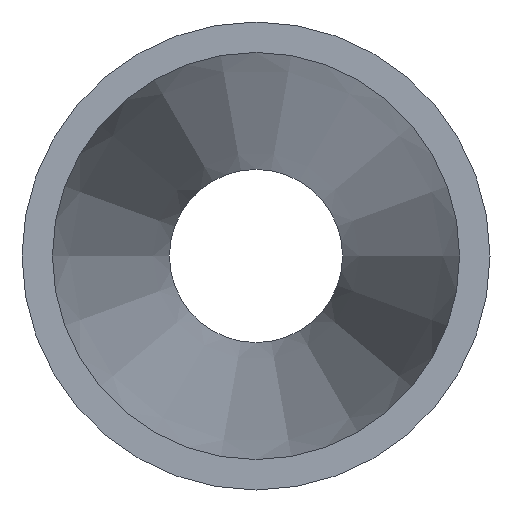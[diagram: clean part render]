
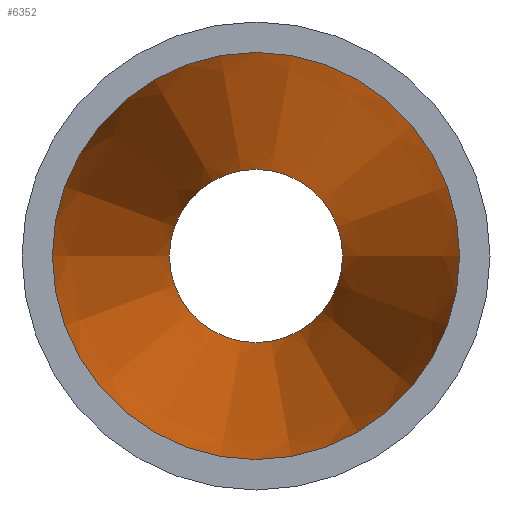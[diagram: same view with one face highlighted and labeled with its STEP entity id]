
A CAD part, left-side view. The second image highlights one B-rep face of the part: STEP entity #6352.
In plain terms, the highlighted conical face has half-angle 7.125 degrees and reference radius 7.874 mm.
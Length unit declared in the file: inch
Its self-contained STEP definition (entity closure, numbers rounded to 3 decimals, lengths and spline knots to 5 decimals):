
#96=FACE_BOUND('',#1141,.T.);
#757=FACE_OUTER_BOUND('',#1140,.T.);
#1140=EDGE_LOOP('',(#5939));
#1141=EDGE_LOOP('',(#5940));
#2157=CIRCLE('',#6699,0.185);
#2158=CIRCLE('',#6701,0.435);
#3117=VERTEX_POINT('',#14015);
#3118=VERTEX_POINT('',#14018);
#4060=EDGE_CURVE('',#3117,#3117,#2157,.T.);
#4061=EDGE_CURVE('',#3118,#3118,#2158,.T.);
#5939=ORIENTED_EDGE('',*,*,#4061,.F.);
#5940=ORIENTED_EDGE('',*,*,#4060,.T.);
#5980=CONICAL_SURFACE('',#6700,0.31,7.125);
#6352=ADVANCED_FACE('',(#757,#96),#5980,.F.);
#6699=AXIS2_PLACEMENT_3D('',#14016,#7836,#7837);
#6700=AXIS2_PLACEMENT_3D('',#14017,#7838,#7839);
#6701=AXIS2_PLACEMENT_3D('',#14019,#7840,#7841);
#7836=DIRECTION('center_axis',(1.,0.,0.));
#7837=DIRECTION('ref_axis',(0.,-1.,0.));
#7838=DIRECTION('center_axis',(-1.,0.,0.));
#7839=DIRECTION('ref_axis',(0.,-1.,0.));
#7840=DIRECTION('center_axis',(1.,0.,0.));
#7841=DIRECTION('ref_axis',(0.,-1.,0.));
#14015=CARTESIAN_POINT('',(2.,-0.185,0.));
#14016=CARTESIAN_POINT('Origin',(2.,0.,0.));
#14017=CARTESIAN_POINT('Origin',(1.,0.,0.));
#14018=CARTESIAN_POINT('',(0.,-0.435,0.));
#14019=CARTESIAN_POINT('Origin',(0.,0.,0.));
